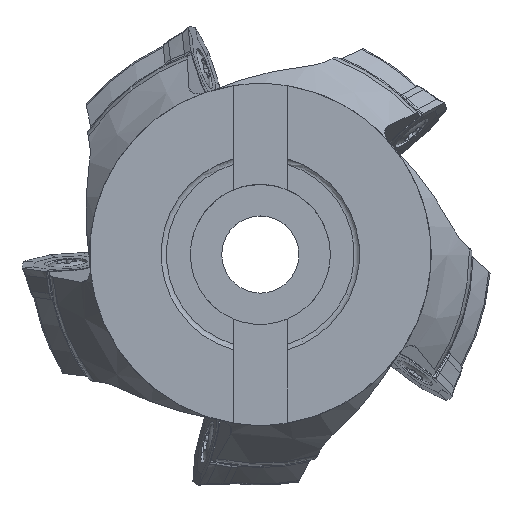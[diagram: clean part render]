
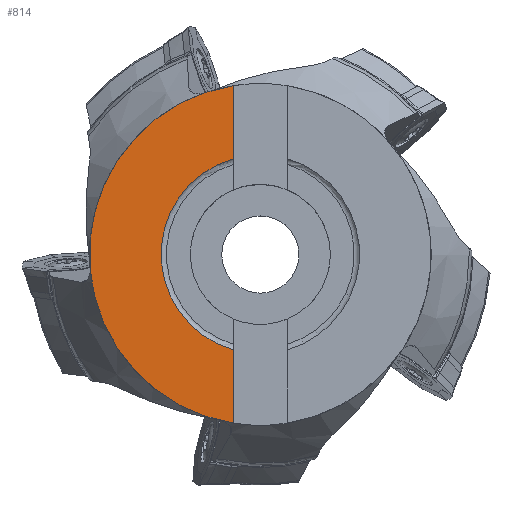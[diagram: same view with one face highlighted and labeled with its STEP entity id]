
A CAD part, top view. The second image highlights one B-rep face of the part: STEP entity #814.
In plain terms, the highlighted planar face has unit normal (0, 0, 1).
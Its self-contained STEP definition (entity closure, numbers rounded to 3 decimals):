
#609=CIRCLE('',#6688,18.);
#610=CIRCLE('',#6689,31.);
#814=ADVANCED_FACE('',(#1231),#1102,.T.);
#1102=PLANE('',#6690);
#1231=FACE_OUTER_BOUND('',#1529,.T.);
#1529=EDGE_LOOP('',(#2566,#2567,#2568,#2569));
#1883=LINE('',#9742,#2041);
#1884=LINE('',#9746,#2042);
#2041=VECTOR('',#7392,1.);
#2042=VECTOR('',#7395,1.);
#2566=ORIENTED_EDGE('',*,*,#5124,.F.);
#2567=ORIENTED_EDGE('',*,*,#5125,.T.);
#2568=ORIENTED_EDGE('',*,*,#5126,.T.);
#2569=ORIENTED_EDGE('',*,*,#5127,.T.);
#4370=VERTEX_POINT('',#9740);
#4371=VERTEX_POINT('',#9741);
#4372=VERTEX_POINT('',#9743);
#4373=VERTEX_POINT('',#9745);
#5124=EDGE_CURVE('',#4370,#4371,#609,.T.);
#5125=EDGE_CURVE('',#4370,#4372,#1883,.T.);
#5126=EDGE_CURVE('',#4372,#4373,#610,.T.);
#5127=EDGE_CURVE('',#4373,#4371,#1884,.T.);
#6688=AXIS2_PLACEMENT_3D('',#9739,#7390,#7391);
#6689=AXIS2_PLACEMENT_3D('',#9744,#7393,#7394);
#6690=AXIS2_PLACEMENT_3D('',#9747,#7396,#7397);
#7390=DIRECTION('',(0.,0.,1.));
#7391=DIRECTION('',(-1.,0.,0.));
#7392=DIRECTION('',(0.,1.,0.));
#7393=DIRECTION('',(0.,0.,1.));
#7394=DIRECTION('',(-1.,0.,0.));
#7395=DIRECTION('',(0.,1.,0.));
#7396=DIRECTION('',(0.,0.,1.));
#7397=DIRECTION('',(-1.,0.,0.));
#9739=CARTESIAN_POINT('',(0.,0.,0.));
#9740=CARTESIAN_POINT('',(-4.873,17.328,0.));
#9741=CARTESIAN_POINT('',(-4.873,-17.328,0.));
#9742=CARTESIAN_POINT('',(-4.873,43.613,0.));
#9743=CARTESIAN_POINT('',(-4.873,30.615,0.));
#9744=CARTESIAN_POINT('',(0.,0.,0.));
#9745=CARTESIAN_POINT('',(-4.873,-30.615,0.));
#9746=CARTESIAN_POINT('',(-4.873,0.,0.));
#9747=CARTESIAN_POINT('',(0.,0.,0.));
